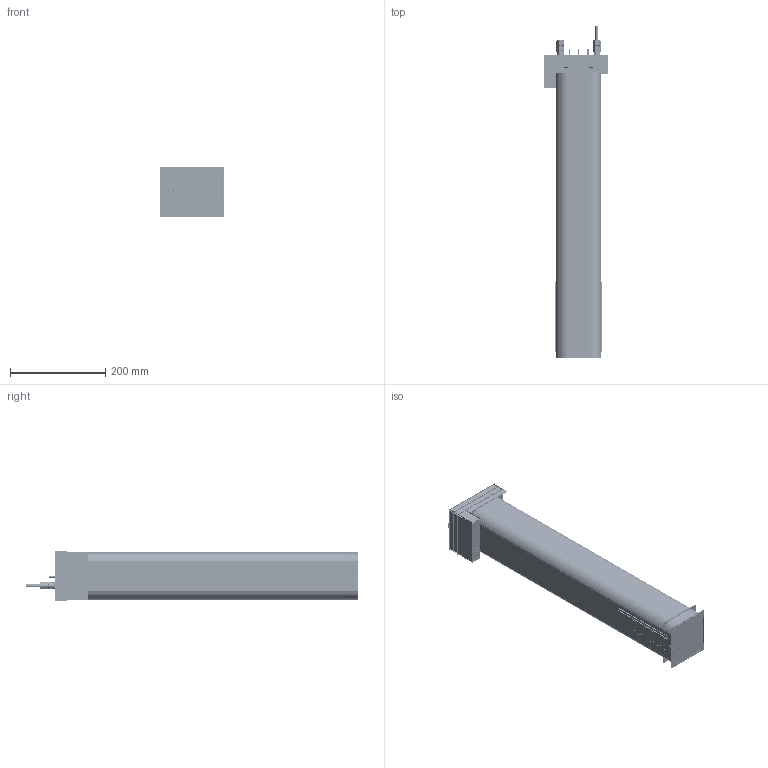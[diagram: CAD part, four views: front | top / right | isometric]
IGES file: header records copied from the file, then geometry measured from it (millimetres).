
Start section:  PTC IGES file: lumi_detector_06_asm.igs
Global section: file name: 44Hlumi_detector_06_asm.igs; native system: Pro/ENGINEER by Parametric Technology Corporation; preprocessor: 2004090; author: ghiorso; organization: Unknown; date: 060215.223826; units: inch
Bounding box: 135.38 x 695.34 x 106.81 mm (x, y, z)
Volume: 4893042.2 mm3; surface area: 5905583.6 mm2
Topology: 72 solids, 129 shells, 7652 faces, 39361 edges, 50748 vertices
Faces by surface type: revolution 5058, bspline 2594
